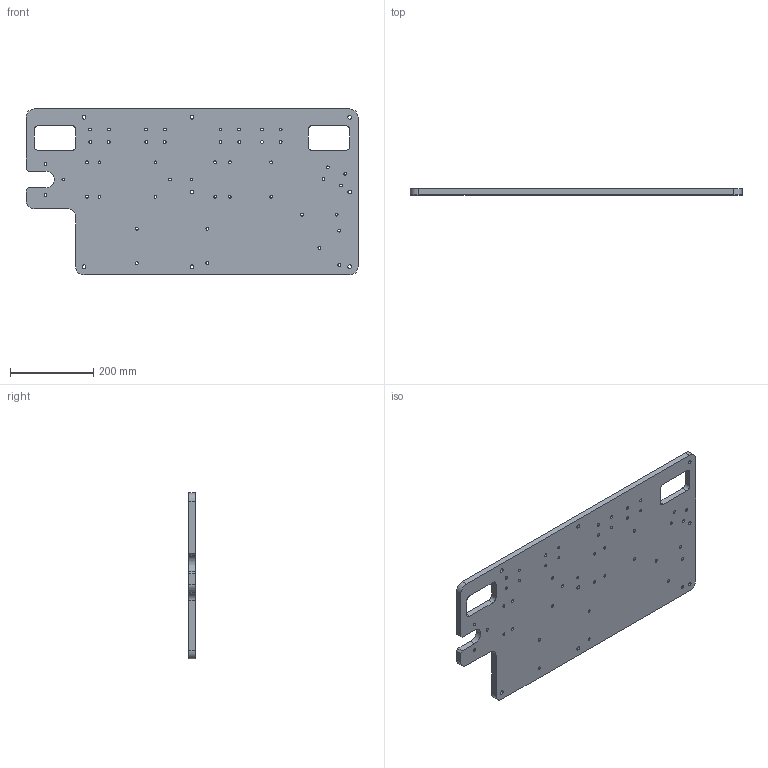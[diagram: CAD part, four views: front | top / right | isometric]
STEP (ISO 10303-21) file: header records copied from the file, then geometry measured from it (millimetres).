
FILE_DESCRIPTION (( 'STEP AP203' ), '1' );
FILE_NAME ('OUT-P10401_PLAQUE SUPPORT_17062022.STEP', '2022-06-17T08:19:46', ( '' ), ( '' ), 'SwSTEP 2.0', 'SolidWorks 2020', '' );
FILE_SCHEMA (( 'CONFIG_CONTROL_DESIGN' ));
Length unit declared in the file: millimetre
Products named in the file (1): OUT-P10401_PLAQUE SUPPORT_17062022
Bounding box: 800 x 15 x 400 mm (x, y, z)
Volume: 4250351.2 mm3; surface area: 633188.1 mm2
Topology: 1 solids, 1 shells, 168 faces, 474 edges, 316 vertices
Faces by surface type: cylinder 139, plane 29
Entity records: 5897 total; most frequent: DIRECTION 1090, CARTESIAN_POINT 959, ORIENTED_EDGE 948, EDGE_CURVE 474, AXIS2_PLACEMENT_3D 447, VERTEX_POINT 316, EDGE_LOOP 288, CIRCLE 278
